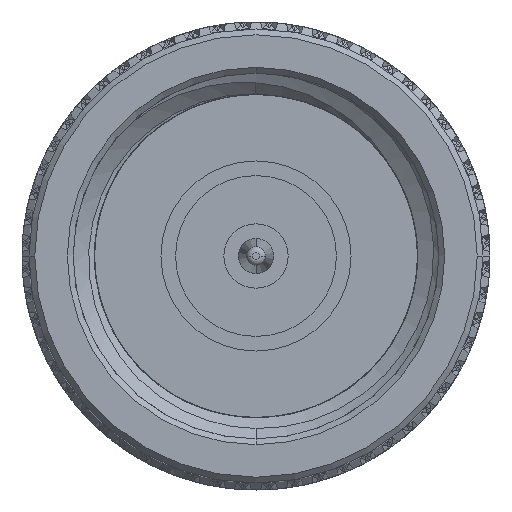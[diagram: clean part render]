
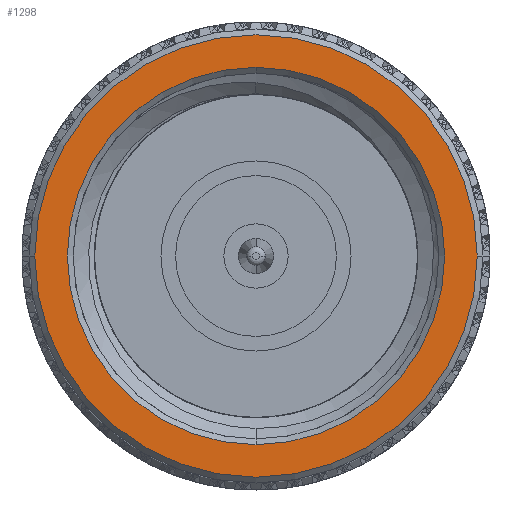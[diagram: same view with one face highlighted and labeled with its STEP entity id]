
A CAD part, left-side view. The second image highlights one B-rep face of the part: STEP entity #1298.
In plain terms, the highlighted planar face has unit normal (-1, 0, 0).
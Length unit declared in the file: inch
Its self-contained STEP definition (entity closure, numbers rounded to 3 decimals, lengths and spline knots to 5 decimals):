
#1129 = VERTEX_POINT ( 'NONE', #36036 ) ;
#1298 = ADVANCED_FACE ( 'NONE', ( #66358, #42966 ), #48282, .T. ) ;
#1488 = DIRECTION ( 'NONE',  ( 1., 0., 0. ) ) ;
#2135 = ORIENTED_EDGE ( 'NONE', *, *, #87647, .T. ) ;
#3437 = ORIENTED_EDGE ( 'NONE', *, *, #51975, .T. ) ;
#17057 = CARTESIAN_POINT ( 'NONE',  ( 0., 0.37809, 0. ) ) ;
#19859 = DIRECTION ( 'NONE',  ( 0., -1., 0. ) ) ;
#20211 = DIRECTION ( 'NONE',  ( -1., 0., 0. ) ) ;
#20236 = CARTESIAN_POINT ( 'NONE',  ( 0., 0., 0. ) ) ;
#20622 = AXIS2_PLACEMENT_3D ( 'NONE', #82477, #20211, #21353 ) ;
#21353 = DIRECTION ( 'NONE',  ( 0., -1., 0. ) ) ;
#26005 = CARTESIAN_POINT ( 'NONE',  ( 0., 0., 0. ) ) ;
#29235 = VERTEX_POINT ( 'NONE', #45394 ) ;
#30340 = ORIENTED_EDGE ( 'NONE', *, *, #103060, .T. ) ;
#30421 = VERTEX_POINT ( 'NONE', #17057 ) ;
#33314 = CIRCLE ( 'NONE', #39321, 0.3225 ) ;
#34324 = CIRCLE ( 'NONE', #20622, 0.37809 ) ;
#36036 = CARTESIAN_POINT ( 'NONE',  ( 0., -0.37809, 0. ) ) ;
#39321 = AXIS2_PLACEMENT_3D ( 'NONE', #26005, #55828, #74296 ) ;
#40600 = VERTEX_POINT ( 'NONE', #63142 ) ;
#40993 = EDGE_CURVE ( 'NONE', #40600, #29235, #69816, .T. ) ;
#42966 = FACE_OUTER_BOUND ( 'NONE', #75559, .T. ) ;
#45394 = CARTESIAN_POINT ( 'NONE',  ( 0., 0., 0.3225 ) ) ;
#48282 = PLANE ( 'NONE',  #101642 ) ;
#48503 = DIRECTION ( 'NONE',  ( -1., 0., 0. ) ) ;
#49216 = EDGE_LOOP ( 'NONE', ( #30340, #76372 ) ) ;
#49785 = DIRECTION ( 'NONE',  ( 0., -1., 0. ) ) ;
#51975 = EDGE_CURVE ( 'NONE', #1129, #30421, #34324, .T. ) ;
#55828 = DIRECTION ( 'NONE',  ( 1., 0., 0. ) ) ;
#59074 = DIRECTION ( 'NONE',  ( -1., 0., 0. ) ) ;
#63142 = CARTESIAN_POINT ( 'NONE',  ( 0., 0., -0.3225 ) ) ;
#66358 = FACE_BOUND ( 'NONE', #49216, .T. ) ;
#67361 = DIRECTION ( 'NONE',  ( 0., -1., 0. ) ) ;
#67780 = AXIS2_PLACEMENT_3D ( 'NONE', #101206, #48503, #67361 ) ;
#69816 = CIRCLE ( 'NONE', #92942, 0.3225 ) ;
#74296 = DIRECTION ( 'NONE',  ( 0., -1., 0. ) ) ;
#75559 = EDGE_LOOP ( 'NONE', ( #2135, #3437 ) ) ;
#76372 = ORIENTED_EDGE ( 'NONE', *, *, #40993, .T. ) ;
#79686 = CIRCLE ( 'NONE', #67780, 0.37809 ) ;
#82477 = CARTESIAN_POINT ( 'NONE',  ( 0., 0., 0. ) ) ;
#83649 = CARTESIAN_POINT ( 'NONE',  ( 0., 0.38809, 0. ) ) ;
#87647 = EDGE_CURVE ( 'NONE', #30421, #1129, #79686, .T. ) ;
#92942 = AXIS2_PLACEMENT_3D ( 'NONE', #20236, #1488, #19859 ) ;
#101206 = CARTESIAN_POINT ( 'NONE',  ( 0., 0., 0. ) ) ;
#101642 = AXIS2_PLACEMENT_3D ( 'NONE', #83649, #59074, #49785 ) ;
#103060 = EDGE_CURVE ( 'NONE', #29235, #40600, #33314, .T. ) ;
